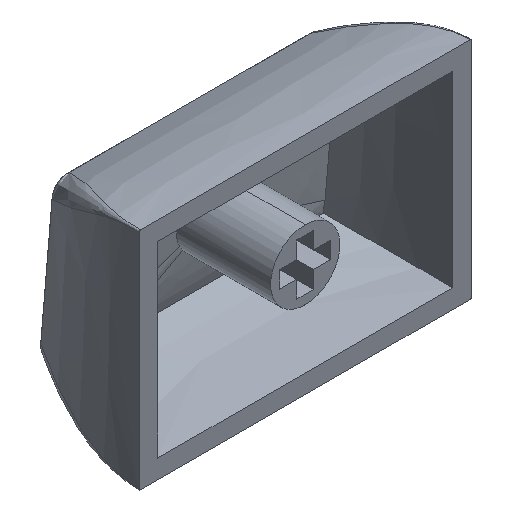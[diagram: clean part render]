
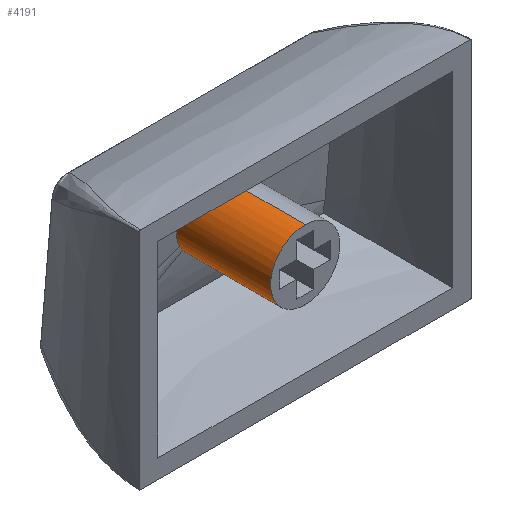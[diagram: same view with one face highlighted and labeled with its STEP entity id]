
A CAD part, isometric view. The second image highlights one B-rep face of the part: STEP entity #4191.
In plain terms, the highlighted cylindrical face has radius 2.77 mm (diameter 5.54 mm), a partial arc.
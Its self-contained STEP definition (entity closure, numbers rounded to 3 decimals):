
#78 = DIRECTION ( 'NONE',  ( 0., -1., 0. ) ) ;
#126 = EDGE_CURVE ( 'NONE', #1234, #5737, #5083, .T. ) ;
#213 = CARTESIAN_POINT ( 'NONE',  ( -2.416, 7.625, -1.354 ) ) ;
#229 = CARTESIAN_POINT ( 'NONE',  ( -2.451, 7.395, 1.292 ) ) ;
#363 = LINE ( 'NONE', #2371, #6114 ) ;
#419 = VERTEX_POINT ( 'NONE', #4872 ) ;
#443 = CARTESIAN_POINT ( 'NONE',  ( -2.421, 7.391, 1.346 ) ) ;
#464 = CARTESIAN_POINT ( 'NONE',  ( -2.713, 7.562, -0.595 ) ) ;
#475 = VERTEX_POINT ( 'NONE', #5392 ) ;
#550 = EDGE_CURVE ( 'NONE', #5342, #419, #6250, .T. ) ;
#567 = CIRCLE ( 'NONE', #2397, 2.77 ) ;
#572 = CARTESIAN_POINT ( 'NONE',  ( 0., 8., 2.77 ) ) ;
#580 = CARTESIAN_POINT ( 'NONE',  ( 0., 8., 0. ) ) ;
#665 = CARTESIAN_POINT ( 'NONE',  ( 0., 0., 0. ) ) ;
#672 = DIRECTION ( 'NONE',  ( 0., 0., -1. ) ) ;
#851 = CARTESIAN_POINT ( 'NONE',  ( -0.813, 7.771, -2.656 ) ) ;
#972 = CARTESIAN_POINT ( 'NONE',  ( -2.027, 7.678, -1.899 ) ) ;
#976 = CARTESIAN_POINT ( 'NONE',  ( -2.416, 7.625, -1.354 ) ) ;
#1002 = VERTEX_POINT ( 'NONE', #3326 ) ;
#1007 = CARTESIAN_POINT ( 'NONE',  ( -2.157, 7.66, -1.738 ) ) ;
#1026 = CARTESIAN_POINT ( 'NONE',  ( -0.236, 7.324, 2.77 ) ) ;
#1028 = B_SPLINE_CURVE_WITH_KNOTS ( 'NONE', 3,
 ( #976, #3957, #5517, #5947, #2989, #2491, #1446, #1475, #6005, #6498, #4444, #3544, #1007 ),
 .UNSPECIFIED., .F., .F.,
 ( 4, 3, 3, 3, 4 ),
 ( 0., 0., 0., 0., 0. ),
 .UNSPECIFIED. ) ;
#1037 = EDGE_LOOP ( 'NONE', ( #5840, #1062, #2677, #5874, #6270, #1125, #3423, #2926 ) ) ;
#1062 = ORIENTED_EDGE ( 'NONE', *, *, #3463, .T. ) ;
#1063 = CARTESIAN_POINT ( 'NONE',  ( -2.533, 7.41, 1.124 ) ) ;
#1125 = ORIENTED_EDGE ( 'NONE', *, *, #2070, .T. ) ;
#1234 = VERTEX_POINT ( 'NONE', #3150 ) ;
#1370 = B_SPLINE_CURVE_WITH_KNOTS ( 'NONE', 3,
 ( #2101, #4614, #4490, #4125, #5012, #4982, #464, #1977, #6148, #5628 ),
 .UNSPECIFIED., .F., .F.,
 ( 4, 2, 2, 2, 4 ),
 ( 0., 0.001, 0.001, 0.002, 0.002 ),
 .UNSPECIFIED. ) ;
#1439 = CARTESIAN_POINT ( 'NONE',  ( -2.37, 7.385, 1.433 ) ) ;
#1446 = CARTESIAN_POINT ( 'NONE',  ( -2.307, 7.64, -1.534 ) ) ;
#1475 = CARTESIAN_POINT ( 'NONE',  ( -2.283, 7.643, -1.569 ) ) ;
#1494 = CARTESIAN_POINT ( 'NONE',  ( -0.475, 7.324, 2.739 ) ) ;
#1754 = VECTOR ( 'NONE', #78, 1000. ) ;
#1957 = CARTESIAN_POINT ( 'NONE',  ( -1.01, 7.762, -2.588 ) ) ;
#1977 = CARTESIAN_POINT ( 'NONE',  ( -2.597, 7.595, -0.984 ) ) ;
#2006 = CARTESIAN_POINT ( 'NONE',  ( -2.37, 7.385, 1.433 ) ) ;
#2070 = EDGE_CURVE ( 'NONE', #475, #1002, #3831, .T. ) ;
#2101 = CARTESIAN_POINT ( 'NONE',  ( -2.579, 7.42, 1.01 ) ) ;
#2158 = CARTESIAN_POINT ( 'NONE',  ( 0., 0., 2.77 ) ) ;
#2198 = CARTESIAN_POINT ( 'NONE',  ( -2.579, 7.42, 1.01 ) ) ;
#2218 = DIRECTION ( 'NONE',  ( 0., -1., 0. ) ) ;
#2245 = EDGE_CURVE ( 'NONE', #3509, #5737, #567, .T. ) ;
#2371 = CARTESIAN_POINT ( 'NONE',  ( 0., 8., -2.77 ) ) ;
#2397 = AXIS2_PLACEMENT_3D ( 'NONE', #665, #3700, #5772 ) ;
#2427 = CARTESIAN_POINT ( 'NONE',  ( 0., 7.786, -2.77 ) ) ;
#2491 = CARTESIAN_POINT ( 'NONE',  ( -2.338, 7.636, -1.487 ) ) ;
#2677 = ORIENTED_EDGE ( 'NONE', *, *, #550, .T. ) ;
#2687 = EDGE_CURVE ( 'NONE', #3084, #475, #1028, .T. ) ;
#2701 = AXIS2_PLACEMENT_3D ( 'NONE', #580, #2218, #672 ) ;
#2926 = ORIENTED_EDGE ( 'NONE', *, *, #2245, .T. ) ;
#2952 = CARTESIAN_POINT ( 'NONE',  ( -2.404, 7.389, 1.376 ) ) ;
#2989 = CARTESIAN_POINT ( 'NONE',  ( -2.367, 7.631, -1.439 ) ) ;
#3009 = CARTESIAN_POINT ( 'NONE',  ( -1.756, 7.346, 2.155 ) ) ;
#3084 = VERTEX_POINT ( 'NONE', #213 ) ;
#3150 = CARTESIAN_POINT ( 'NONE',  ( 0., 7.324, 2.77 ) ) ;
#3326 = CARTESIAN_POINT ( 'NONE',  ( 0., 7.786, -2.77 ) ) ;
#3423 = ORIENTED_EDGE ( 'NONE', *, *, #6028, .T. ) ;
#3446 = CARTESIAN_POINT ( 'NONE',  ( -2.097, 7.363, 1.825 ) ) ;
#3463 = EDGE_CURVE ( 'NONE', #1234, #5342, #6105, .T. ) ;
#3509 = VERTEX_POINT ( 'NONE', #5384 ) ;
#3544 = CARTESIAN_POINT ( 'NONE',  ( -2.183, 7.656, -1.706 ) ) ;
#3570 = CARTESIAN_POINT ( 'NONE',  ( -2.506, 7.405, 1.18 ) ) ;
#3700 = DIRECTION ( 'NONE',  ( 0., 1., 0. ) ) ;
#3831 = B_SPLINE_CURVE_WITH_KNOTS ( 'NONE', 3,
 ( #4909, #972, #6466, #3859, #3980, #1957, #851, #5973, #4469, #2427 ),
 .UNSPECIFIED., .F., .F.,
 ( 4, 2, 2, 2, 4 ),
 ( 0., 0.001, 0.001, 0.002, 0.002 ),
 .UNSPECIFIED. ) ;
#3859 = CARTESIAN_POINT ( 'NONE',  ( -1.556, 7.725, -2.301 ) ) ;
#3947 = CARTESIAN_POINT ( 'NONE',  ( -2.247, 7.373, 1.638 ) ) ;
#3957 = CARTESIAN_POINT ( 'NONE',  ( -2.409, 7.626, -1.367 ) ) ;
#3980 = CARTESIAN_POINT ( 'NONE',  ( -1.382, 7.739, -2.41 ) ) ;
#4035 = CARTESIAN_POINT ( 'NONE',  ( -2.557, 7.415, 1.066 ) ) ;
#4067 = CARTESIAN_POINT ( 'NONE',  ( -2.479, 7.4, 1.237 ) ) ;
#4125 = CARTESIAN_POINT ( 'NONE',  ( -2.769, 7.492, 0.218 ) ) ;
#4191 = ADVANCED_FACE ( 'NONE', ( #5613 ), #5151, .T. ) ;
#4388 = DIRECTION ( 'NONE',  ( 0., -1., 0. ) ) ;
#4444 = CARTESIAN_POINT ( 'NONE',  ( -2.209, 7.653, -1.672 ) ) ;
#4469 = CARTESIAN_POINT ( 'NONE',  ( -0.206, 7.786, -2.77 ) ) ;
#4490 = CARTESIAN_POINT ( 'NONE',  ( -2.707, 7.456, 0.62 ) ) ;
#4495 = CARTESIAN_POINT ( 'NONE',  ( -1.567, 7.34, 2.296 ) ) ;
#4553 = CARTESIAN_POINT ( 'NONE',  ( -0.932, 7.328, 2.619 ) ) ;
#4614 = CARTESIAN_POINT ( 'NONE',  ( -2.654, 7.438, 0.819 ) ) ;
#4872 = CARTESIAN_POINT ( 'NONE',  ( -2.579, 7.42, 1.01 ) ) ;
#4909 = CARTESIAN_POINT ( 'NONE',  ( -2.157, 7.66, -1.738 ) ) ;
#4960 = CARTESIAN_POINT ( 'NONE',  ( -1.153, 7.331, 2.53 ) ) ;
#4982 = CARTESIAN_POINT ( 'NONE',  ( -2.749, 7.546, -0.395 ) ) ;
#4987 = CARTESIAN_POINT ( 'NONE',  ( 0., 7.324, 2.77 ) ) ;
#5012 = CARTESIAN_POINT ( 'NONE',  ( -2.778, 7.51, 0.016 ) ) ;
#5079 = CARTESIAN_POINT ( 'NONE',  ( -2.37, 7.385, 1.433 ) ) ;
#5083 = LINE ( 'NONE', #572, #1754 ) ;
#5151 = CYLINDRICAL_SURFACE ( 'NONE', #2701, 2.77 ) ;
#5342 = VERTEX_POINT ( 'NONE', #2006 ) ;
#5384 = CARTESIAN_POINT ( 'NONE',  ( 0., 0., -2.77 ) ) ;
#5392 = CARTESIAN_POINT ( 'NONE',  ( -2.157, 7.66, -1.738 ) ) ;
#5452 = CARTESIAN_POINT ( 'NONE',  ( -2.387, 7.387, 1.406 ) ) ;
#5482 = EDGE_CURVE ( 'NONE', #419, #3084, #1370, .T. ) ;
#5517 = CARTESIAN_POINT ( 'NONE',  ( -2.403, 7.627, -1.379 ) ) ;
#5613 = FACE_OUTER_BOUND ( 'NONE', #1037, .T. ) ;
#5628 = CARTESIAN_POINT ( 'NONE',  ( -2.416, 7.625, -1.354 ) ) ;
#5737 = VERTEX_POINT ( 'NONE', #2158 ) ;
#5772 = DIRECTION ( 'NONE',  ( 0., 0., 1. ) ) ;
#5840 = ORIENTED_EDGE ( 'NONE', *, *, #126, .F. ) ;
#5874 = ORIENTED_EDGE ( 'NONE', *, *, #5482, .T. ) ;
#5947 = CARTESIAN_POINT ( 'NONE',  ( -2.396, 7.628, -1.391 ) ) ;
#5973 = CARTESIAN_POINT ( 'NONE',  ( -0.414, 7.783, -2.747 ) ) ;
#6005 = CARTESIAN_POINT ( 'NONE',  ( -2.259, 7.646, -1.604 ) ) ;
#6028 = EDGE_CURVE ( 'NONE', #1002, #3509, #363, .T. ) ;
#6105 = B_SPLINE_CURVE_WITH_KNOTS ( 'NONE', 3,
 ( #4987, #1026, #1494, #4553, #4960, #4495, #3009, #3446, #3947, #5079 ),
 .UNSPECIFIED., .F., .F.,
 ( 4, 2, 2, 2, 4 ),
 ( 0.003, 0.004, 0.004, 0.005, 0.006 ),
 .UNSPECIFIED. ) ;
#6114 = VECTOR ( 'NONE', #4388, 1000. ) ;
#6148 = CARTESIAN_POINT ( 'NONE',  ( -2.517, 7.61, -1.175 ) ) ;
#6250 = B_SPLINE_CURVE_WITH_KNOTS ( 'NONE', 3,
 ( #1439, #5452, #2952, #443, #229, #4067, #3570, #1063, #4035, #2198 ),
 .UNSPECIFIED., .F., .F.,
 ( 4, 3, 3, 4 ),
 ( 0., 0., 0., 0. ),
 .UNSPECIFIED. ) ;
#6270 = ORIENTED_EDGE ( 'NONE', *, *, #2687, .T. ) ;
#6466 = CARTESIAN_POINT ( 'NONE',  ( -1.879, 7.695, -2.045 ) ) ;
#6498 = CARTESIAN_POINT ( 'NONE',  ( -2.234, 7.649, -1.638 ) ) ;
